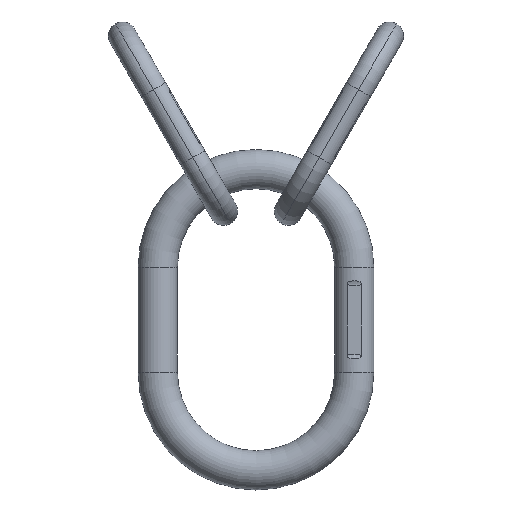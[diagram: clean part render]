
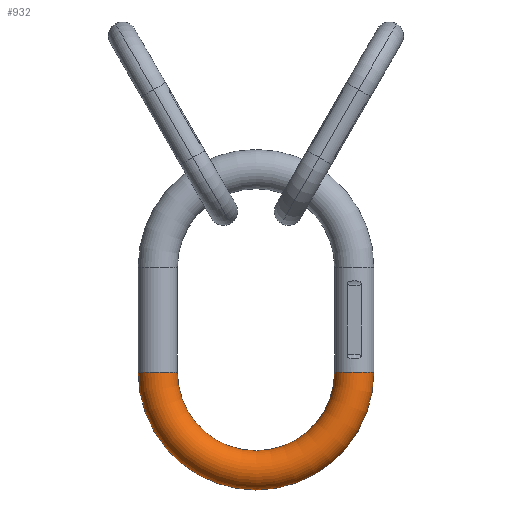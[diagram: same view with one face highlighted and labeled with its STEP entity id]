
A CAD part, top view. The second image highlights one B-rep face of the part: STEP entity #932.
In plain terms, the highlighted toroidal (fillet/blend) face has major radius 112.5 mm and minor radius 22.5 mm.
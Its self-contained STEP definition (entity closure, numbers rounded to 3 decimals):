
#101=CARTESIAN_POINT('Vertex',(-90.,-60.,0.)) ;
#108=CARTESIAN_POINT('Vertex',(-135.,-60.,0.)) ;
#154=CARTESIAN_POINT('Vertex',(90.,-60.,0.)) ;
#161=CARTESIAN_POINT('Vertex',(135.,-60.,0.)) ;
#337=CARTESIAN_POINT('Axis2P3D Location',(-112.5,-60.,0.)) ;
#354=CARTESIAN_POINT('Axis2P3D Location',(0.,-60.,0.)) ;
#359=CARTESIAN_POINT('Axis2P3D Location',(0.,-60.,0.)) ;
#376=CARTESIAN_POINT('Axis2P3D Location',(112.5,-60.,0.)) ;
#921=CARTESIAN_POINT('Axis2P3D Location',(0.,-60.,0.)) ;
#338=DIRECTION('Axis2P3D Direction',(0.,1.,-0.)) ;
#355=DIRECTION('Axis2P3D Direction',(0.,0.,1.)) ;
#360=DIRECTION('Axis2P3D Direction',(0.,0.,1.)) ;
#377=DIRECTION('Axis2P3D Direction',(0.,-1.,0.)) ;
#922=DIRECTION('Axis2P3D Direction',(0.,0.,1.)) ;
#923=DIRECTION('Axis2P3D XDirection',(-1.,0.,0.)) ;
#339=AXIS2_PLACEMENT_3D('Circle Axis2P3D',#337,#338,$) ;
#356=AXIS2_PLACEMENT_3D('Circle Axis2P3D',#354,#355,$) ;
#361=AXIS2_PLACEMENT_3D('Circle Axis2P3D',#359,#360,$) ;
#378=AXIS2_PLACEMENT_3D('Circle Axis2P3D',#376,#377,$) ;
#924=AXIS2_PLACEMENT_3D('Torus Axis2P3D',#921,#922,#923) ;
#927=ORIENTED_EDGE('',*,*,#380,.T.) ;
#928=ORIENTED_EDGE('',*,*,#363,.F.) ;
#929=ORIENTED_EDGE('',*,*,#341,.F.) ;
#930=ORIENTED_EDGE('',*,*,#358,.T.) ;
#932=ADVANCED_FACE('\X2\51434EF6672C9AD4\X0\',(#931),#925,.T.) ;
#340=CIRCLE('generated circle',#339,22.5) ;
#357=CIRCLE('generated circle',#356,135.) ;
#362=CIRCLE('generated circle',#361,90.) ;
#379=CIRCLE('generated circle',#378,22.5) ;
#925=TOROIDAL_SURFACE('homeo Torus',#924,112.5,22.5) ;
#341=EDGE_CURVE('',#109,#102,#340,.T.) ;
#358=EDGE_CURVE('',#109,#162,#357,.T.) ;
#363=EDGE_CURVE('',#102,#155,#362,.T.) ;
#380=EDGE_CURVE('',#162,#155,#379,.T.) ;
#926=EDGE_LOOP('',(#927,#928,#929,#930)) ;
#931=FACE_OUTER_BOUND('',#926,.T.) ;
#102=VERTEX_POINT('',#101) ;
#109=VERTEX_POINT('',#108) ;
#155=VERTEX_POINT('',#154) ;
#162=VERTEX_POINT('',#161) ;
